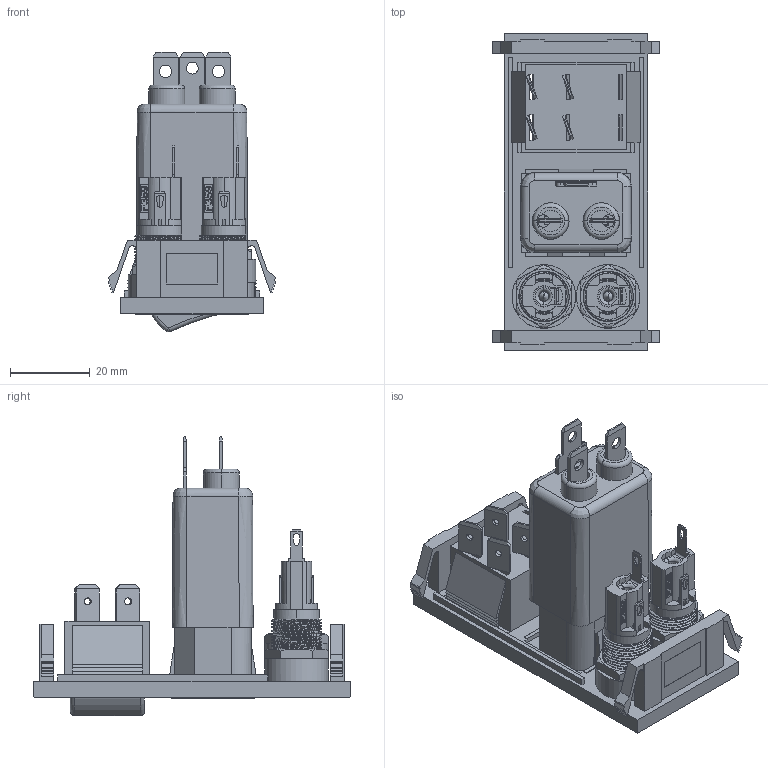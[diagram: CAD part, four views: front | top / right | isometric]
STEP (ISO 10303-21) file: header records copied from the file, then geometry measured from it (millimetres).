
FILE_DESCRIPTION (( 'STEP AP214' ), '1' );
FILE_NAME ('ACM-C4-NXQ6ER2LF2-LC_3D.step', '2023-10-17T07:20:18', ( '' ), ( '' ), 'SwSTEP 2.0', 'SolidWorks 2022', '' );
FILE_SCHEMA (( 'AUTOMOTIVE_DESIGN' ));
Length unit declared in the file: millimetre
Products named in the file (1): ACM-C4-NXQ6ER2LF2-LC_3D
Bounding box: 42.17 x 79.47 x 70.29 mm (x, y, z)
Volume: 27730.9 mm3; surface area: 44591.1 mm2
Topology: 37 solids, 37 shells, 2141 faces, 5760 edges, 3707 vertices
Faces by surface type: plane 1392, cylinder 439, bspline 232, torus 50, cone 20, sphere 8
Entity records: 103457 total; most frequent: CARTESIAN_POINT 50822, ORIENTED_EDGE 11500, DIRECTION 9697, EDGE_CURVE 5750, VECTOR 4025, LINE 4025, VERTEX_POINT 3707, AXIS2_PLACEMENT_3D 2836
